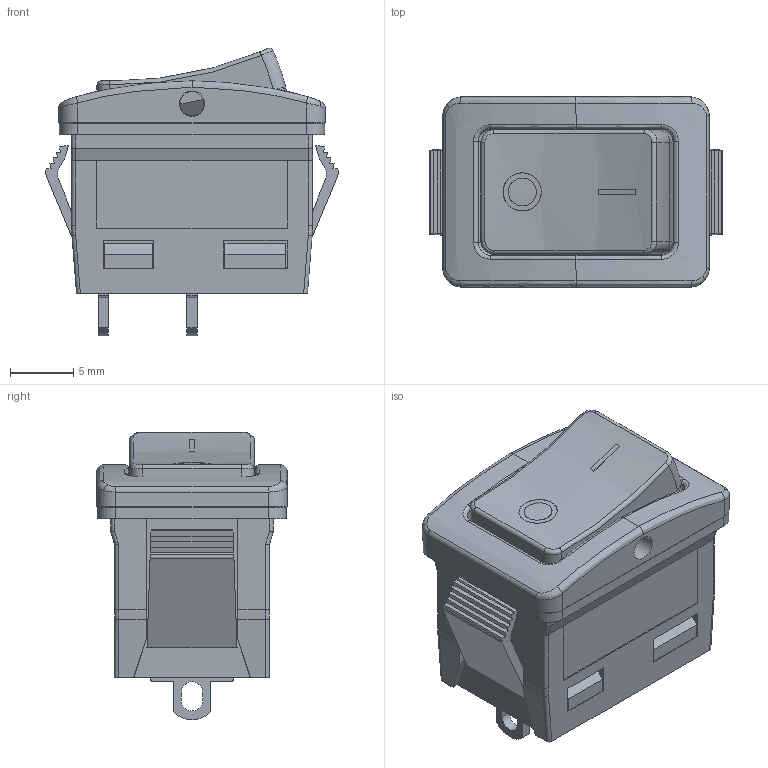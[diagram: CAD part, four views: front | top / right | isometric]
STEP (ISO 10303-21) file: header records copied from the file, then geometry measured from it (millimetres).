
FILE_DESCRIPTION(/* description */ (''),/* implementation_level */ '2;1');
FILE_NAME(/* name */ 'RCA1913S1Axxxxxxxxx3.stp',/* time_stamp */ '2025-03-19T10:38:11-05:00',/* author */ ('mwilliams'),/* organization */ (''),/* preprocessor_version */ 'ST-DEVELOPER v18.1',/* originating_system */ 'Autodesk Inventor 2022',/* authorisation */ '');
FILE_SCHEMA (('AUTOMOTIVE_DESIGN { 1 0 10303 214 3 1 1 }'));
Length unit declared in the file: inch
Products named in the file (1): 100129743_Simplify_1
Bounding box: 23.13 x 15 x 22.68 mm (x, y, z)
Volume: 2192.7 mm3; surface area: 4082.4 mm2
Topology: 1 solids, 1 shells, 644 faces, 1771 edges, 1136 vertices
Faces by surface type: plane 413, cylinder 128, bspline 77, torus 26
Full cylindrical faces by diameter (mm): 2 x2, 2.2 x1, 3 x3
Entity records: 22855 total; most frequent: CARTESIAN_POINT 6519, ORIENTED_EDGE 3542, DIRECTION 3187, EDGE_CURVE 1771, LINE 1321, VECTOR 1321, VERTEX_POINT 1136, AXIS2_PLACEMENT_3D 933
